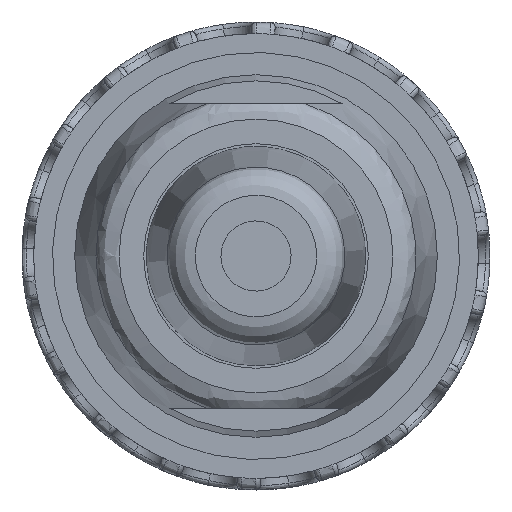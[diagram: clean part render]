
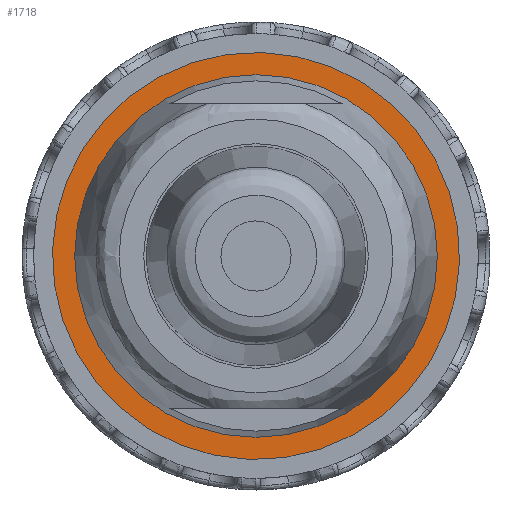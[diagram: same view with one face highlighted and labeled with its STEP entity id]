
A CAD part, front view. The second image highlights one B-rep face of the part: STEP entity #1718.
In plain terms, the highlighted planar face has unit normal (0, -1, 0).
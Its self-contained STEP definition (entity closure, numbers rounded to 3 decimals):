
#709=PLANE('',#5888);
#1718=ADVANCED_FACE('4-0-161',(#2144,#2145),#709,.T.);
#2144=FACE_BOUND('',#2295,.T.);
#2145=FACE_BOUND('',#2296,.T.);
#2295=EDGE_LOOP('',(#2752));
#2296=EDGE_LOOP('',(#2753));
#2752=ORIENTED_EDGE('',*,*,#4822,.F.);
#2753=ORIENTED_EDGE('',*,*,#4820,.T.);
#4292=VERTEX_POINT('',#7867);
#4294=VERTEX_POINT('',#7872);
#4820=EDGE_CURVE('',#4292,#4292,#5584,.T.);
#4822=EDGE_CURVE('',#4294,#4294,#5586,.T.);
#5584=CIRCLE('',#5884,8.7);
#5586=CIRCLE('',#5887,7.75);
#5884=AXIS2_PLACEMENT_3D('',#7866,#6406,#6407);
#5887=AXIS2_PLACEMENT_3D('',#7871,#6412,#6413);
#5888=AXIS2_PLACEMENT_3D('',#7873,#6414,#6415);
#6406=DIRECTION('',(0.,-1.,0.));
#6407=DIRECTION('',(0.312,0.,-0.95));
#6412=DIRECTION('',(0.,-1.,0.));
#6413=DIRECTION('',(0.,0.,-1.));
#6414=DIRECTION('',(0.,-1.,0.));
#6415=DIRECTION('',(-0.312,0.,0.95));
#7866=CARTESIAN_POINT('',(21.985,-36.765,0.));
#7867=CARTESIAN_POINT('',(24.696,-36.765,-8.267));
#7871=CARTESIAN_POINT('',(21.985,-36.765,0.));
#7872=CARTESIAN_POINT('',(21.985,-36.765,-7.75));
#7873=CARTESIAN_POINT('',(34.06,-36.765,-6.111));
